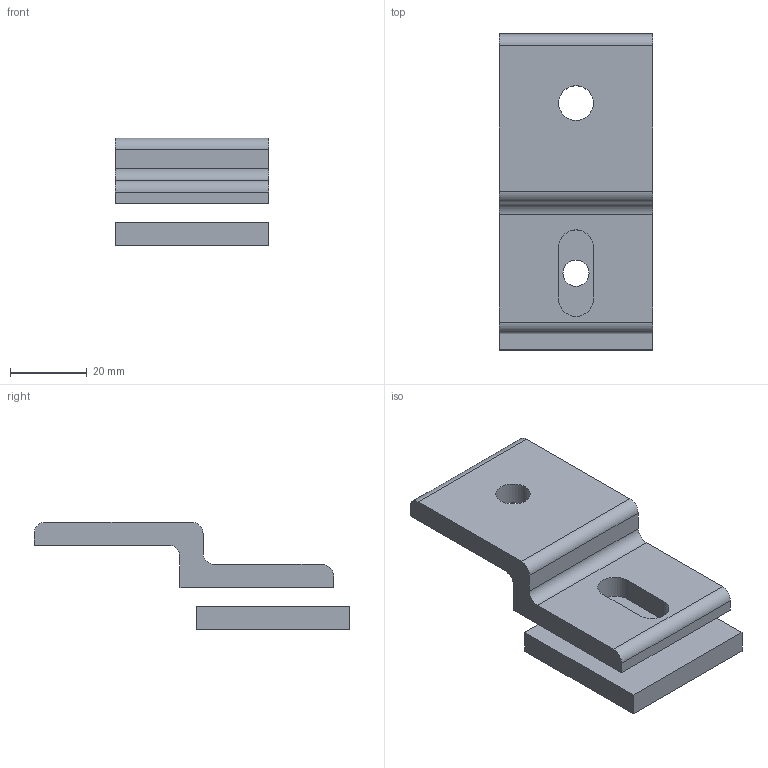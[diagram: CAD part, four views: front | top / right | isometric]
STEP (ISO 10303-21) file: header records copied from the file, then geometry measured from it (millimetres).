
FILE_DESCRIPTION(('STEP AP203'),'1');
FILE_NAME('SAFE00H1383.stp','2023-10-09T13:55:55',(' '),(' '),'Spatial InterOp 3D',' ',' ');
FILE_SCHEMA(('CONFIG_CONTROL_DESIGN'));
Length unit declared in the file: millimetre
Products named in the file (3): equerre de fixation grillage AL 40; contreplaque; Equerre de fixation grillage
Assembly tree (2 placements, depth 2):
  equerre de fixation grillage AL 40
    contreplaque
    Equerre de fixation grillage
Bounding box: 40 x 82.25 x 28 mm (x, y, z)
Volume: 29172.4 mm3; surface area: 12626 mm2
Topology: 2 solids, 2 shells, 27 faces, 70 edges, 47 vertices
Faces by surface type: plane 18, cylinder 9
Full cylindrical faces by diameter (mm): 6.8 x1, 9 x1
Entity records: 1249 total; most frequent: DIRECTION 145, CARTESIAN_POINT 143, ORIENTED_EDGE 134, EDGE_CURVE 67, LINE 49, VECTOR 49, AXIS2_PLACEMENT_3D 48, PROPERTY_DEFINITION_REPRESENTATION 46
